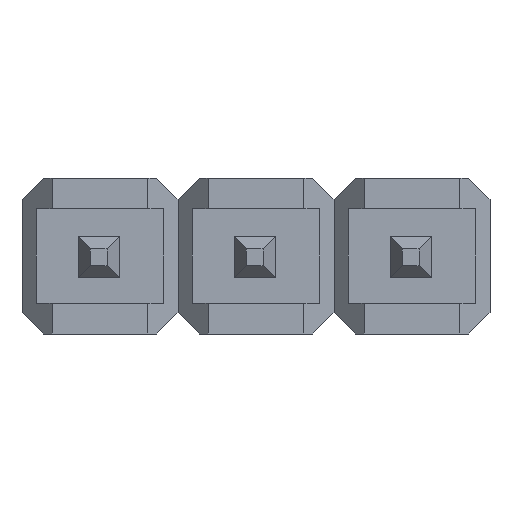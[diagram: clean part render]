
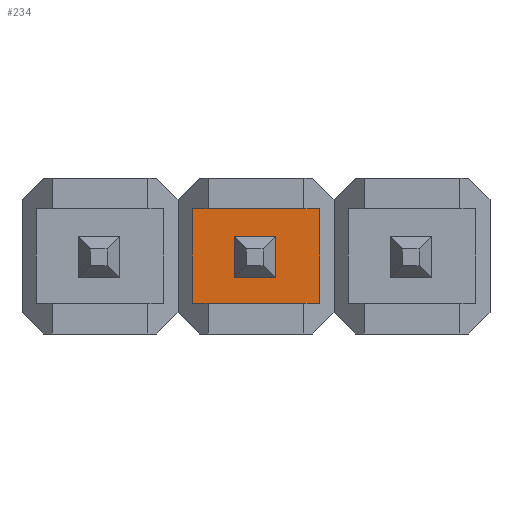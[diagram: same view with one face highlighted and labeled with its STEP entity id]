
A CAD part, front view. The second image highlights one B-rep face of the part: STEP entity #234.
In plain terms, the highlighted planar face has unit normal (0, -1, 0).
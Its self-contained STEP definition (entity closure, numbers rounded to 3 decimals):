
#77 = ORIENTED_EDGE ( 'NONE', *, *, #2089, .F. ) ;
#234 = ADVANCED_FACE ( 'NONE', ( #3864, #1808 ), #1767, .F. ) ;
#261 = VECTOR ( 'NONE', #2308, 1000. ) ;
#296 = LINE ( 'NONE', #3587, #2025 ) ;
#469 = LINE ( 'NONE', #1076, #1408 ) ;
#512 = ORIENTED_EDGE ( 'NONE', *, *, #1004, .F. ) ;
#575 = EDGE_CURVE ( 'NONE', #2754, #1364, #2267, .T. ) ;
#595 = EDGE_LOOP ( 'NONE', ( #2793, #77, #3484, #1968 ) ) ;
#656 = CARTESIAN_POINT ( 'NONE',  ( -0.315, -1.146, -0.315 ) ) ;
#769 = DIRECTION ( 'NONE',  ( 1., 0., 0. ) ) ;
#805 = DIRECTION ( 'NONE',  ( -1., 0., 0. ) ) ;
#989 = VERTEX_POINT ( 'NONE', #656 ) ;
#1004 = EDGE_CURVE ( 'NONE', #2754, #3870, #2194, .T. ) ;
#1076 = CARTESIAN_POINT ( 'NONE',  ( 0., -1.146, 0.77 ) ) ;
#1142 = DIRECTION ( 'NONE',  ( -1., 0., 0. ) ) ;
#1178 = ORIENTED_EDGE ( 'NONE', *, *, #3636, .T. ) ;
#1209 = CARTESIAN_POINT ( 'NONE',  ( 0., -1.146, 0. ) ) ;
#1305 = CARTESIAN_POINT ( 'NONE',  ( -1.034, -1.146, -0.77 ) ) ;
#1364 = VERTEX_POINT ( 'NONE', #2494 ) ;
#1408 = VECTOR ( 'NONE', #769, 1000. ) ;
#1413 = VECTOR ( 'NONE', #2212, 1000. ) ;
#1424 = EDGE_LOOP ( 'NONE', ( #1673, #2036, #1178, #512 ) ) ;
#1540 = DIRECTION ( 'NONE',  ( 0., 0., 1. ) ) ;
#1558 = EDGE_CURVE ( 'NONE', #2093, #1908, #296, .T. ) ;
#1559 = CARTESIAN_POINT ( 'NONE',  ( 0., -1.146, 0.315 ) ) ;
#1568 = DIRECTION ( 'NONE',  ( 0., 0., 1. ) ) ;
#1673 = ORIENTED_EDGE ( 'NONE', *, *, #575, .T. ) ;
#1674 = CARTESIAN_POINT ( 'NONE',  ( -1.034, -1.146, 0.77 ) ) ;
#1729 = EDGE_CURVE ( 'NONE', #2399, #2093, #469, .T. ) ;
#1764 = CARTESIAN_POINT ( 'NONE',  ( -1.034, -1.146, 0. ) ) ;
#1767 = PLANE ( 'NONE',  #3702 ) ;
#1775 = VECTOR ( 'NONE', #1984, 1000. ) ;
#1808 = FACE_BOUND ( 'NONE', #1424, .T. ) ;
#1908 = VERTEX_POINT ( 'NONE', #2813 ) ;
#1968 = ORIENTED_EDGE ( 'NONE', *, *, #1558, .F. ) ;
#1984 = DIRECTION ( 'NONE',  ( 0., 0., -1. ) ) ;
#2024 = CARTESIAN_POINT ( 'NONE',  ( 1.034, -1.146, 0.77 ) ) ;
#2025 = VECTOR ( 'NONE', #3266, 1000. ) ;
#2036 = ORIENTED_EDGE ( 'NONE', *, *, #2664, .T. ) ;
#2060 = LINE ( 'NONE', #1764, #261 ) ;
#2089 = EDGE_CURVE ( 'NONE', #2876, #2399, #2060, .T. ) ;
#2093 = VERTEX_POINT ( 'NONE', #2024 ) ;
#2194 = LINE ( 'NONE', #1559, #1413 ) ;
#2212 = DIRECTION ( 'NONE',  ( -1., 0., 0. ) ) ;
#2238 = CARTESIAN_POINT ( 'NONE',  ( -0.315, -1.146, -0.315 ) ) ;
#2267 = LINE ( 'NONE', #2612, #1775 ) ;
#2308 = DIRECTION ( 'NONE',  ( 0., 0., 1. ) ) ;
#2399 = VERTEX_POINT ( 'NONE', #1674 ) ;
#2494 = CARTESIAN_POINT ( 'NONE',  ( 0.315, -1.146, -0.315 ) ) ;
#2612 = CARTESIAN_POINT ( 'NONE',  ( 0.315, -1.146, -0.315 ) ) ;
#2664 = EDGE_CURVE ( 'NONE', #1364, #989, #3232, .T. ) ;
#2754 = VERTEX_POINT ( 'NONE', #3134 ) ;
#2770 = VECTOR ( 'NONE', #805, 1000. ) ;
#2793 = ORIENTED_EDGE ( 'NONE', *, *, #1729, .F. ) ;
#2813 = CARTESIAN_POINT ( 'NONE',  ( 1.034, -1.146, -0.77 ) ) ;
#2876 = VERTEX_POINT ( 'NONE', #1305 ) ;
#2989 = CARTESIAN_POINT ( 'NONE',  ( -0.315, -1.146, -0.315 ) ) ;
#3134 = CARTESIAN_POINT ( 'NONE',  ( 0.315, -1.146, 0.315 ) ) ;
#3140 = LINE ( 'NONE', #2238, #3220 ) ;
#3220 = VECTOR ( 'NONE', #1568, 1000. ) ;
#3232 = LINE ( 'NONE', #2989, #3339 ) ;
#3266 = DIRECTION ( 'NONE',  ( 0., 0., -1. ) ) ;
#3321 = DIRECTION ( 'NONE',  ( 0., 1., 0. ) ) ;
#3339 = VECTOR ( 'NONE', #1142, 1000. ) ;
#3348 = CARTESIAN_POINT ( 'NONE',  ( -0.315, -1.146, 0.315 ) ) ;
#3417 = EDGE_CURVE ( 'NONE', #1908, #2876, #3850, .T. ) ;
#3484 = ORIENTED_EDGE ( 'NONE', *, *, #3417, .F. ) ;
#3587 = CARTESIAN_POINT ( 'NONE',  ( 1.034, -1.146, 0. ) ) ;
#3636 = EDGE_CURVE ( 'NONE', #989, #3870, #3140, .T. ) ;
#3702 = AXIS2_PLACEMENT_3D ( 'NONE', #1209, #3321, #1540 ) ;
#3816 = CARTESIAN_POINT ( 'NONE',  ( 0., -1.146, -0.77 ) ) ;
#3850 = LINE ( 'NONE', #3816, #2770 ) ;
#3864 = FACE_OUTER_BOUND ( 'NONE', #595, .T. ) ;
#3870 = VERTEX_POINT ( 'NONE', #3348 ) ;
